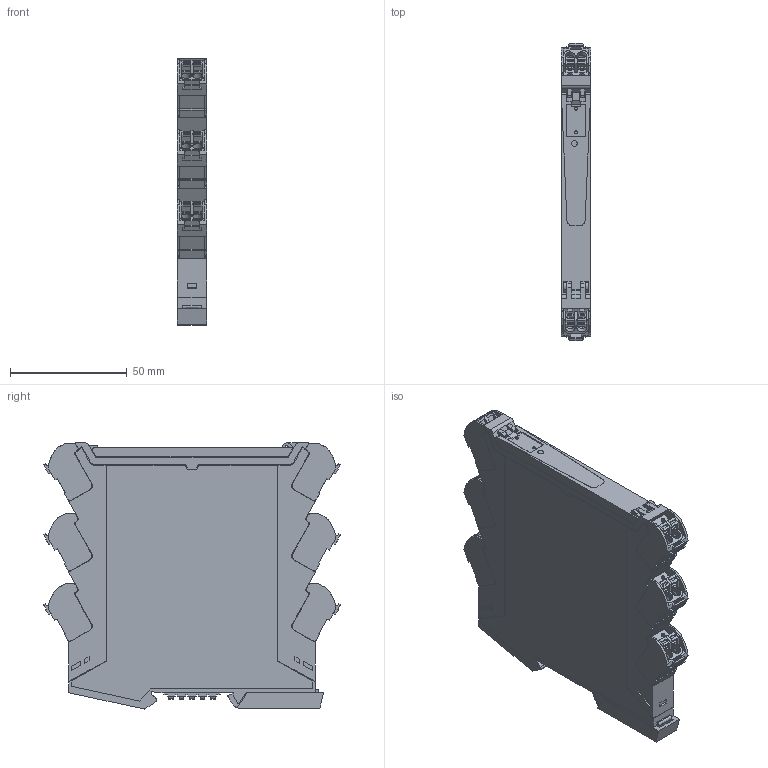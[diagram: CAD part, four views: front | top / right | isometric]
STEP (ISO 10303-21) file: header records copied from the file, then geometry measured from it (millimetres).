
FILE_DESCRIPTION(('CATIA V5 STEP Exchange','CAx-IF Rec.Pracs.--- Model Styling and Organization---1.4--- 2014-01-23'),'2;1');
FILE_NAME ('D1407043_1', '2020-02-07T11:08:28+00:00', ('none'), ('Weidmueller'), 'CATIA Version 5-6 Release 2016 SP3 HF44', 'CATIA V5 STEP AP214', 'none');
FILE_SCHEMA(('AUTOMOTIVE_DESIGN { 1 0 10303 214 1 1 1 1 }'));
Products named in the file (1): 2514650000
Bounding box: 12.5 x 127.19 x 114.02 mm (x, y, z)
Volume: 148728.9 mm3; surface area: 53844.4 mm2
Topology: 35 solids, 35 shells, 1864 faces, 5853 edges, 4094 vertices
Faces by surface type: plane 1383, cylinder 319, extrusion 68, cone 66, torus 24, sphere 4
Entity records: 67272 total; most frequent: CARTESIAN_POINT 15709, ORIENTED_EDGE 11702, DIRECTION 8102, EDGE_CURVE 5851, VECTOR 4326, LINE 4258, VERTEX_POINT 4094, AXIS2_PLACEMENT_3D 2323
